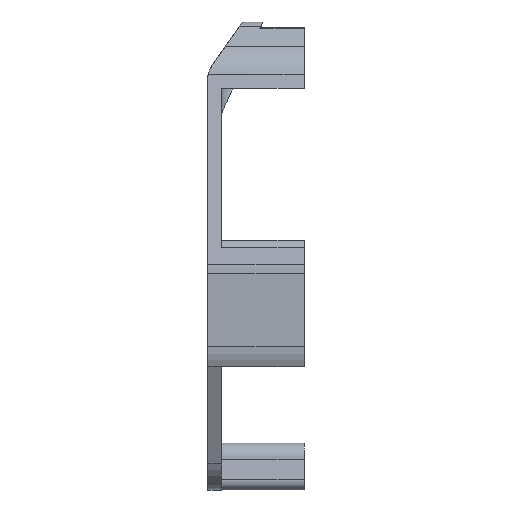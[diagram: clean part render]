
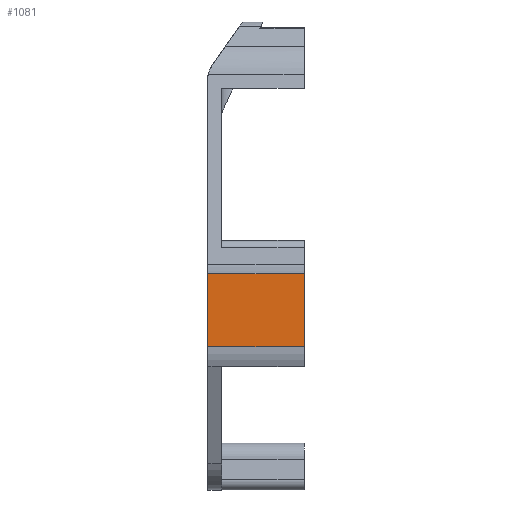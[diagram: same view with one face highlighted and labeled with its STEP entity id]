
A CAD part, left-side view. The second image highlights one B-rep face of the part: STEP entity #1081.
In plain terms, the highlighted planar face has unit normal (-1, 0, 0).
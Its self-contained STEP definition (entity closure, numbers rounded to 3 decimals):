
#3 = CARTESIAN_POINT ( 'NONE',  ( -31.62, -18., -12.848 ) ) ;
#59 = DIRECTION ( 'NONE',  ( 0., 1., 0. ) ) ;
#82 = CARTESIAN_POINT ( 'NONE',  ( -31.62, 3., 3.102 ) ) ;
#231 = VECTOR ( 'NONE', #2122, 1000. ) ;
#288 = LINE ( 'NONE', #82, #1432 ) ;
#326 = CARTESIAN_POINT ( 'NONE',  ( -31.62, 3., 0. ) ) ;
#483 = DIRECTION ( 'NONE',  ( 0., -1., 0. ) ) ;
#512 = VERTEX_POINT ( 'NONE', #2070 ) ;
#732 = CARTESIAN_POINT ( 'NONE',  ( -31.62, 3., 0. ) ) ;
#906 = CARTESIAN_POINT ( 'NONE',  ( -31.62, -18., 0. ) ) ;
#937 = EDGE_CURVE ( 'NONE', #1170, #1046, #288, .T. ) ;
#980 = DIRECTION ( 'NONE',  ( 0., 0., -1. ) ) ;
#1046 = VERTEX_POINT ( 'NONE', #2475 ) ;
#1064 = CARTESIAN_POINT ( 'NONE',  ( -31.62, 3., -12.848 ) ) ;
#1081 = ADVANCED_FACE ( 'NONE', ( #2337 ), #2169, .F. ) ;
#1170 = VERTEX_POINT ( 'NONE', #1625 ) ;
#1236 = VECTOR ( 'NONE', #483, 1000. ) ;
#1270 = VERTEX_POINT ( 'NONE', #3 ) ;
#1299 = EDGE_LOOP ( 'NONE', ( #2534, #2399, #1753, #2156 ) ) ;
#1432 = VECTOR ( 'NONE', #59, 1000. ) ;
#1584 = EDGE_CURVE ( 'NONE', #512, #1270, #2494, .T. ) ;
#1625 = CARTESIAN_POINT ( 'NONE',  ( -31.62, -18., 3.102 ) ) ;
#1753 = ORIENTED_EDGE ( 'NONE', *, *, #2151, .F. ) ;
#2018 = AXIS2_PLACEMENT_3D ( 'NONE', #326, #2599, #980 ) ;
#2070 = CARTESIAN_POINT ( 'NONE',  ( -31.62, 3., -12.848 ) ) ;
#2122 = DIRECTION ( 'NONE',  ( 0., 0., -1. ) ) ;
#2142 = DIRECTION ( 'NONE',  ( 0., 0., 1. ) ) ;
#2151 = EDGE_CURVE ( 'NONE', #512, #1046, #2546, .T. ) ;
#2156 = ORIENTED_EDGE ( 'NONE', *, *, #1584, .T. ) ;
#2169 = PLANE ( 'NONE',  #2018 ) ;
#2337 = FACE_OUTER_BOUND ( 'NONE', #1299, .T. ) ;
#2399 = ORIENTED_EDGE ( 'NONE', *, *, #937, .T. ) ;
#2475 = CARTESIAN_POINT ( 'NONE',  ( -31.62, 3., 3.102 ) ) ;
#2494 = LINE ( 'NONE', #1064, #1236 ) ;
#2500 = EDGE_CURVE ( 'NONE', #1170, #1270, #2567, .T. ) ;
#2534 = ORIENTED_EDGE ( 'NONE', *, *, #2500, .F. ) ;
#2546 = LINE ( 'NONE', #732, #2603 ) ;
#2567 = LINE ( 'NONE', #906, #231 ) ;
#2599 = DIRECTION ( 'NONE',  ( 1., 0., 0. ) ) ;
#2603 = VECTOR ( 'NONE', #2142, 1000. ) ;
